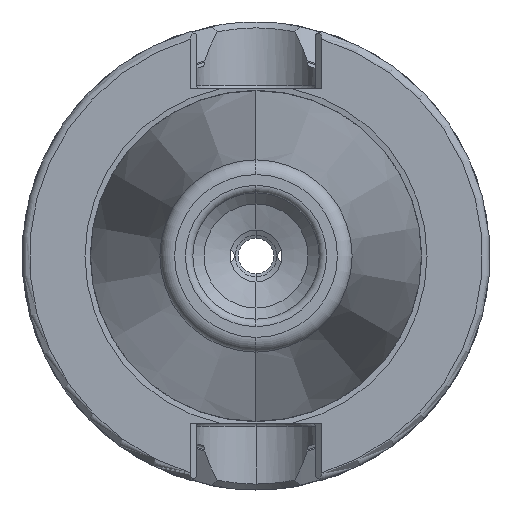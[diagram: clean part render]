
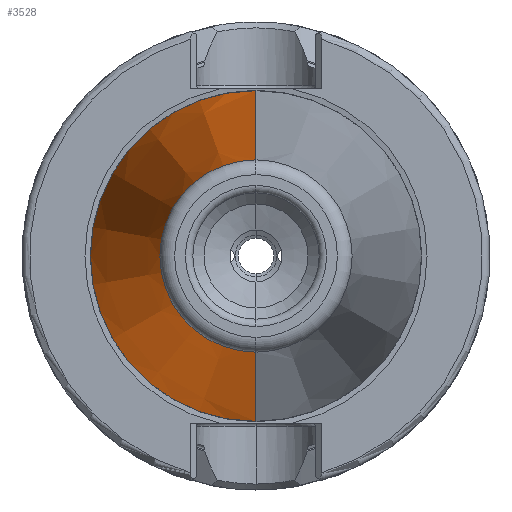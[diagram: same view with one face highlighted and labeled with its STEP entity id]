
A CAD part, left-side view. The second image highlights one B-rep face of the part: STEP entity #3528.
In plain terms, the highlighted conical face has half-angle 8.297 degrees and reference radius 22.298 mm.
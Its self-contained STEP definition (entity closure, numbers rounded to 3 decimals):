
#30 = DIRECTION ( 'NONE',  ( 0.99, 0., 0.144 ) ) ;
#201 = CIRCLE ( 'NONE', #1090, 12.937 ) ;
#205 = DIRECTION ( 'NONE',  ( 0., 0., 1. ) ) ;
#428 = AXIS2_PLACEMENT_3D ( 'NONE', #1147, #3183, #1446 ) ;
#581 = DIRECTION ( 'NONE',  ( 0.99, 0., -0.144 ) ) ;
#679 = ORIENTED_EDGE ( 'NONE', *, *, #1405, .F. ) ;
#896 = VERTEX_POINT ( 'NONE', #2061 ) ;
#961 = VECTOR ( 'NONE', #30, 1000. ) ;
#1051 = CARTESIAN_POINT ( 'NONE',  ( -153.689, 0., 12.937 ) ) ;
#1090 = AXIS2_PLACEMENT_3D ( 'NONE', #3700, #1962, #205 ) ;
#1098 = VECTOR ( 'NONE', #581, 1000. ) ;
#1132 = CONICAL_SURFACE ( 'NONE', #3063, 22.298, 0.145 ) ;
#1147 = CARTESIAN_POINT ( 'NONE',  ( -89.5, 0., 0. ) ) ;
#1180 = CARTESIAN_POINT ( 'NONE',  ( -89.5, 0., 22.298 ) ) ;
#1197 = VERTEX_POINT ( 'NONE', #1051 ) ;
#1218 = EDGE_CURVE ( 'NONE', #1197, #1699, #201, .T. ) ;
#1314 = FACE_OUTER_BOUND ( 'NONE', #3335, .T. ) ;
#1396 = CARTESIAN_POINT ( 'NONE',  ( -89.5, 0., 0. ) ) ;
#1405 = EDGE_CURVE ( 'NONE', #1699, #3113, #1989, .T. ) ;
#1441 = CARTESIAN_POINT ( 'NONE',  ( -89.5, 0., -22.298 ) ) ;
#1446 = DIRECTION ( 'NONE',  ( 0., 0., 1. ) ) ;
#1699 = VERTEX_POINT ( 'NONE', #2609 ) ;
#1740 = LINE ( 'NONE', #1180, #961 ) ;
#1962 = DIRECTION ( 'NONE',  ( -1., 0., 0. ) ) ;
#1989 = LINE ( 'NONE', #1441, #1098 ) ;
#2061 = CARTESIAN_POINT ( 'NONE',  ( -89.5, 0., 22.298 ) ) ;
#2290 = EDGE_CURVE ( 'NONE', #896, #3113, #3466, .T. ) ;
#2377 = CARTESIAN_POINT ( 'NONE',  ( -89.5, 0., -22.298 ) ) ;
#2430 = ORIENTED_EDGE ( 'NONE', *, *, #2290, .T. ) ;
#2472 = ORIENTED_EDGE ( 'NONE', *, *, #3116, .T. ) ;
#2587 = DIRECTION ( 'NONE',  ( 1., 0., 0. ) ) ;
#2609 = CARTESIAN_POINT ( 'NONE',  ( -153.689, 0., -12.937 ) ) ;
#2824 = ORIENTED_EDGE ( 'NONE', *, *, #1218, .F. ) ;
#3063 = AXIS2_PLACEMENT_3D ( 'NONE', #1396, #2587, #3739 ) ;
#3113 = VERTEX_POINT ( 'NONE', #2377 ) ;
#3116 = EDGE_CURVE ( 'NONE', #1197, #896, #1740, .T. ) ;
#3183 = DIRECTION ( 'NONE',  ( -1., 0., 0. ) ) ;
#3335 = EDGE_LOOP ( 'NONE', ( #2824, #2472, #2430, #679 ) ) ;
#3466 = CIRCLE ( 'NONE', #428, 22.298 ) ;
#3528 = ADVANCED_FACE ( 'NONE', ( #1314 ), #1132, .T. ) ;
#3700 = CARTESIAN_POINT ( 'NONE',  ( -153.689, 0., 0. ) ) ;
#3739 = DIRECTION ( 'NONE',  ( 0., 0., -1. ) ) ;
